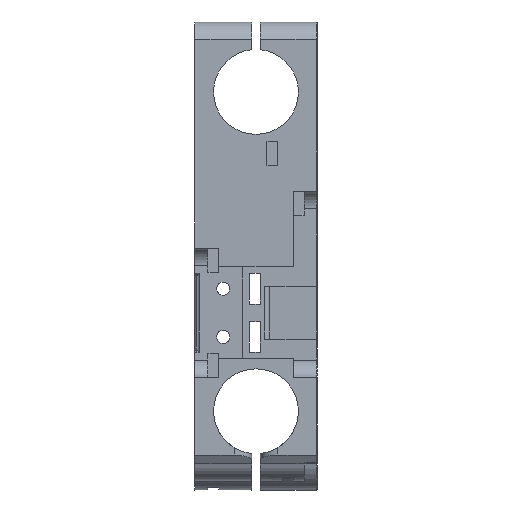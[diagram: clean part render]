
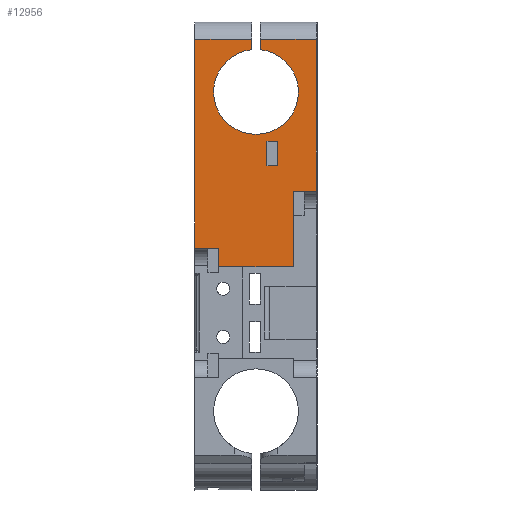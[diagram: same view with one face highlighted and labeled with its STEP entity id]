
A CAD part, left-side view. The second image highlights one B-rep face of the part: STEP entity #12956.
In plain terms, the highlighted planar face has unit normal (-1, 0, 0).
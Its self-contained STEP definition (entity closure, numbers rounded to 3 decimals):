
#2890=CARTESIAN_POINT('Line Origine',(-27.5,20.5,12.65)) ;
#2894=CARTESIAN_POINT('Vertex',(-27.5,20.5,14.8)) ;
#2896=CARTESIAN_POINT('Vertex',(-27.5,20.5,10.5)) ;
#2955=CARTESIAN_POINT('Line Origine',(-27.5,12.,10.5)) ;
#2959=CARTESIAN_POINT('Vertex',(-27.5,3.5,10.5)) ;
#3333=CARTESIAN_POINT('Line Origine',(-27.5,3.5,19.15)) ;
#3337=CARTESIAN_POINT('Vertex',(-27.5,3.5,27.8)) ;
#3397=CARTESIAN_POINT('Vertex',(-27.5,21.7,50.5)) ;
#3400=CARTESIAN_POINT('Axis2P3D Location',(-27.5,12.,50.5)) ;
#3404=CARTESIAN_POINT('Vertex',(-27.5,2.3,50.5)) ;
#6655=CARTESIAN_POINT('Vertex',(-27.5,11.,60.148)) ;
#6658=CARTESIAN_POINT('Axis2P3D Location',(-27.5,12.,50.5)) ;
#6674=CARTESIAN_POINT('Vertex',(-27.5,13.,60.148)) ;
#6677=CARTESIAN_POINT('Axis2P3D Location',(-27.5,12.,50.5)) ;
#6845=CARTESIAN_POINT('Vertex',(-27.5,13.,62.5)) ;
#6859=CARTESIAN_POINT('Vertex',(-27.5,26.,62.5)) ;
#6862=CARTESIAN_POINT('Line Origine',(-27.5,19.5,62.5)) ;
#6985=CARTESIAN_POINT('Line Origine',(-27.5,11.,61.324)) ;
#6989=CARTESIAN_POINT('Vertex',(-27.5,11.,62.5)) ;
#7090=CARTESIAN_POINT('Line Origine',(-27.5,13.,61.324)) ;
#8328=CARTESIAN_POINT('Line Origine',(-27.5,23.25,14.8)) ;
#8332=CARTESIAN_POINT('Vertex',(-27.5,26.,14.8)) ;
#10450=CARTESIAN_POINT('Vertex',(-27.5,9.5,33.647)) ;
#10453=CARTESIAN_POINT('Line Origine',(-27.5,8.25,33.647)) ;
#10457=CARTESIAN_POINT('Vertex',(-27.5,7.,33.647)) ;
#10502=CARTESIAN_POINT('Vertex',(-27.5,9.5,39.247)) ;
#10505=CARTESIAN_POINT('Line Origine',(-27.5,9.5,36.447)) ;
#10521=CARTESIAN_POINT('Line Origine',(-27.5,7.,36.447)) ;
#10525=CARTESIAN_POINT('Vertex',(-27.5,7.,39.247)) ;
#10544=CARTESIAN_POINT('Line Origine',(-27.5,8.25,39.247)) ;
#11127=CARTESIAN_POINT('Line Origine',(-27.5,26.,38.65)) ;
#12488=CARTESIAN_POINT('Vertex',(-27.5,-1.8,62.5)) ;
#12498=CARTESIAN_POINT('Line Origine',(-27.5,4.6,62.5)) ;
#12595=CARTESIAN_POINT('Vertex',(-27.5,-1.8,27.8)) ;
#12598=CARTESIAN_POINT('Line Origine',(-27.5,0.85,27.8)) ;
#12833=CARTESIAN_POINT('Axis2P3D Location',(-27.5,0.,-34.5)) ;
#12929=CARTESIAN_POINT('Line Origine',(-27.5,-1.8,45.15)) ;
#2891=DIRECTION('Vector Direction',(0.,0.,-1.)) ;
#2956=DIRECTION('Vector Direction',(0.,1.,0.)) ;
#3334=DIRECTION('Vector Direction',(0.,0.,-1.)) ;
#3401=DIRECTION('Axis2P3D Direction',(-1.,0.,0.)) ;
#6659=DIRECTION('Axis2P3D Direction',(-1.,0.,0.)) ;
#6678=DIRECTION('Axis2P3D Direction',(-1.,0.,0.)) ;
#6863=DIRECTION('Vector Direction',(0.,1.,0.)) ;
#6986=DIRECTION('Vector Direction',(0.,0.,-1.)) ;
#7091=DIRECTION('Vector Direction',(0.,0.,-1.)) ;
#8329=DIRECTION('Vector Direction',(0.,1.,0.)) ;
#10454=DIRECTION('Vector Direction',(0.,-1.,0.)) ;
#10506=DIRECTION('Vector Direction',(0.,0.,1.)) ;
#10522=DIRECTION('Vector Direction',(0.,0.,-1.)) ;
#10545=DIRECTION('Vector Direction',(0.,1.,0.)) ;
#11128=DIRECTION('Vector Direction',(0.,0.,1.)) ;
#12499=DIRECTION('Vector Direction',(0.,1.,0.)) ;
#12599=DIRECTION('Vector Direction',(0.,1.,0.)) ;
#12834=DIRECTION('Axis2P3D Direction',(-1.,0.,0.)) ;
#12835=DIRECTION('Axis2P3D XDirection',(0.,0.,1.)) ;
#12930=DIRECTION('Vector Direction',(0.,0.,1.)) ;
#3402=AXIS2_PLACEMENT_3D('Circle Axis2P3D',#3400,#3401,$) ;
#6660=AXIS2_PLACEMENT_3D('Circle Axis2P3D',#6658,#6659,$) ;
#6679=AXIS2_PLACEMENT_3D('Circle Axis2P3D',#6677,#6678,$) ;
#12836=AXIS2_PLACEMENT_3D('Plane Axis2P3D',#12833,#12834,#12835) ;
#12935=ORIENTED_EDGE('',*,*,#12502,.T.) ;
#12936=ORIENTED_EDGE('',*,*,#6991,.T.) ;
#12937=ORIENTED_EDGE('',*,*,#6662,.F.) ;
#12938=ORIENTED_EDGE('',*,*,#3406,.F.) ;
#12939=ORIENTED_EDGE('',*,*,#6681,.F.) ;
#12940=ORIENTED_EDGE('',*,*,#7094,.F.) ;
#12941=ORIENTED_EDGE('',*,*,#6866,.T.) ;
#12942=ORIENTED_EDGE('',*,*,#11131,.F.) ;
#12943=ORIENTED_EDGE('',*,*,#8334,.T.) ;
#12944=ORIENTED_EDGE('',*,*,#2898,.T.) ;
#12945=ORIENTED_EDGE('',*,*,#2961,.F.) ;
#12946=ORIENTED_EDGE('',*,*,#3339,.T.) ;
#12947=ORIENTED_EDGE('',*,*,#12602,.T.) ;
#12948=ORIENTED_EDGE('',*,*,#12933,.T.) ;
#12951=ORIENTED_EDGE('',*,*,#10548,.T.) ;
#12952=ORIENTED_EDGE('',*,*,#10527,.T.) ;
#12953=ORIENTED_EDGE('',*,*,#10459,.T.) ;
#12954=ORIENTED_EDGE('',*,*,#10509,.T.) ;
#12955=FACE_BOUND('',#12950,.T.) ;
#2892=VECTOR('Line Direction',#2891,1.) ;
#2957=VECTOR('Line Direction',#2956,1.) ;
#3335=VECTOR('Line Direction',#3334,1.) ;
#6864=VECTOR('Line Direction',#6863,1.) ;
#6987=VECTOR('Line Direction',#6986,1.) ;
#7092=VECTOR('Line Direction',#7091,1.) ;
#8330=VECTOR('Line Direction',#8329,1.) ;
#10455=VECTOR('Line Direction',#10454,1.) ;
#10507=VECTOR('Line Direction',#10506,1.) ;
#10523=VECTOR('Line Direction',#10522,1.) ;
#10546=VECTOR('Line Direction',#10545,1.) ;
#11129=VECTOR('Line Direction',#11128,1.) ;
#12500=VECTOR('Line Direction',#12499,1.) ;
#12600=VECTOR('Line Direction',#12599,1.) ;
#12931=VECTOR('Line Direction',#12930,1.) ;
#12956=ADVANCED_FACE('Corps principal',(#12949,#12955),#12837,.T.) ;
#3403=CIRCLE('generated circle',#3402,9.7) ;
#6661=CIRCLE('generated circle',#6660,9.7) ;
#6680=CIRCLE('generated circle',#6679,9.7) ;
#2898=EDGE_CURVE('',#2895,#2897,#2893,.T.) ;
#2961=EDGE_CURVE('',#2960,#2897,#2958,.T.) ;
#3339=EDGE_CURVE('',#2960,#3338,#3336,.F.) ;
#3406=EDGE_CURVE('',#3398,#3405,#3403,.T.) ;
#6662=EDGE_CURVE('',#3405,#6656,#6661,.T.) ;
#6681=EDGE_CURVE('',#6675,#3398,#6680,.T.) ;
#6866=EDGE_CURVE('',#6846,#6860,#6865,.T.) ;
#6991=EDGE_CURVE('',#6990,#6656,#6988,.T.) ;
#7094=EDGE_CURVE('',#6846,#6675,#7093,.T.) ;
#8334=EDGE_CURVE('',#8333,#2895,#8331,.F.) ;
#10459=EDGE_CURVE('',#10458,#10451,#10456,.F.) ;
#10509=EDGE_CURVE('',#10451,#10503,#10508,.T.) ;
#10527=EDGE_CURVE('',#10526,#10458,#10524,.T.) ;
#10548=EDGE_CURVE('',#10503,#10526,#10547,.F.) ;
#11131=EDGE_CURVE('',#8333,#6860,#11130,.T.) ;
#12502=EDGE_CURVE('',#12489,#6990,#12501,.T.) ;
#12602=EDGE_CURVE('',#3338,#12596,#12601,.F.) ;
#12933=EDGE_CURVE('',#12596,#12489,#12932,.T.) ;
#12934=EDGE_LOOP('',(#12935,#12936,#12937,#12938,#12939,#12940,#12941,#12942,#12943,#12944,#12945,#12946,#12947,#12948)) ;
#12950=EDGE_LOOP('',(#12951,#12952,#12953,#12954)) ;
#12949=FACE_OUTER_BOUND('',#12934,.T.) ;
#2893=LINE('Line',#2890,#2892) ;
#2958=LINE('Line',#2955,#2957) ;
#3336=LINE('Line',#3333,#3335) ;
#6865=LINE('Line',#6862,#6864) ;
#6988=LINE('Line',#6985,#6987) ;
#7093=LINE('Line',#7090,#7092) ;
#8331=LINE('Line',#8328,#8330) ;
#10456=LINE('Line',#10453,#10455) ;
#10508=LINE('Line',#10505,#10507) ;
#10524=LINE('Line',#10521,#10523) ;
#10547=LINE('Line',#10544,#10546) ;
#11130=LINE('Line',#11127,#11129) ;
#12501=LINE('Line',#12498,#12500) ;
#12601=LINE('Line',#12598,#12600) ;
#12932=LINE('Line',#12929,#12931) ;
#12837=PLANE('',#12836) ;
#2895=VERTEX_POINT('',#2894) ;
#2897=VERTEX_POINT('',#2896) ;
#2960=VERTEX_POINT('',#2959) ;
#3338=VERTEX_POINT('',#3337) ;
#3398=VERTEX_POINT('',#3397) ;
#3405=VERTEX_POINT('',#3404) ;
#6656=VERTEX_POINT('',#6655) ;
#6675=VERTEX_POINT('',#6674) ;
#6846=VERTEX_POINT('',#6845) ;
#6860=VERTEX_POINT('',#6859) ;
#6990=VERTEX_POINT('',#6989) ;
#8333=VERTEX_POINT('',#8332) ;
#10451=VERTEX_POINT('',#10450) ;
#10458=VERTEX_POINT('',#10457) ;
#10503=VERTEX_POINT('',#10502) ;
#10526=VERTEX_POINT('',#10525) ;
#12489=VERTEX_POINT('',#12488) ;
#12596=VERTEX_POINT('',#12595) ;
